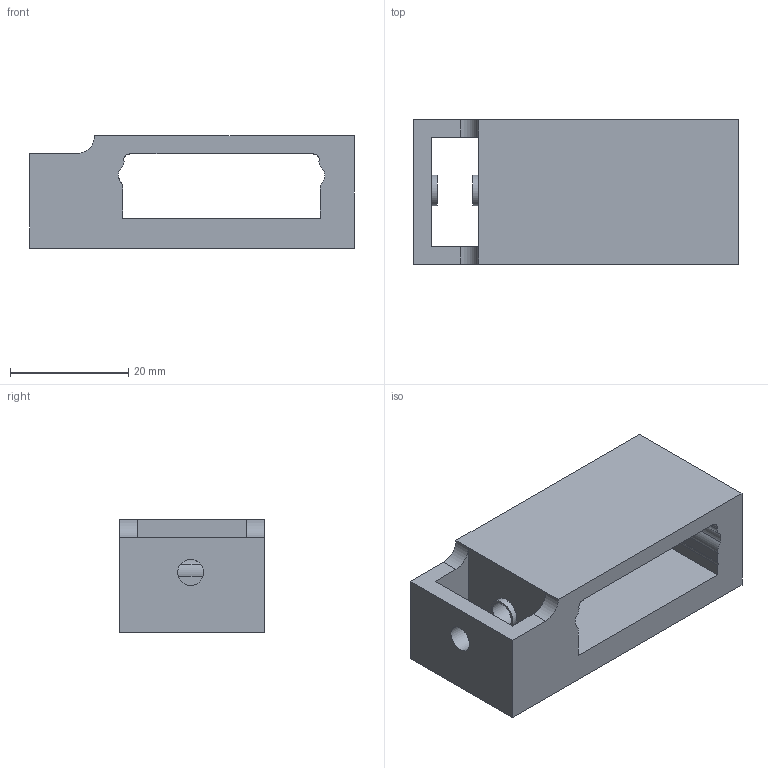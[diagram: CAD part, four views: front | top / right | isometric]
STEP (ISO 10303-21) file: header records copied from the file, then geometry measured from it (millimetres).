
FILE_DESCRIPTION(/* description */ ('STEP AP242'),/* implementation_level */ '2;1');
FILE_NAME(/* name */ '',/* time_stamp */ '2024-10-19T16:08:02+03:00',/* author */ ('Phantom'),/* organization */ ('UNSPECIFIED'),/* preprocessor_version */ 'ST-DEVELOPER v20',/* originating_system */ 'Autodesk Inventor 2025',/* authorisation */ '');
FILE_SCHEMA (('AUTOMOTIVE_DESIGN { 1 0 10303 214 3 1 1 }'));
Length unit declared in the file: millimetre
Products named in the file (1): БЛОКИ С 3 ДЫРКАМИ
Bounding box: 55 x 24.5 x 19 mm (x, y, z)
Volume: 12708.4 mm3; surface area: 7867.3 mm2
Topology: 1 solids, 1 shells, 49 faces, 139 edges, 92 vertices
Faces by surface type: plane 31, cylinder 18
Full cylindrical faces by diameter (mm): 4.433 x2, 5.2 x2, 6.1 x1
Entity records: 1852 total; most frequent: CARTESIAN_POINT 476, ORIENTED_EDGE 278, DIRECTION 269, EDGE_CURVE 139, LINE 101, VECTOR 101, VERTEX_POINT 92, AXIS2_PLACEMENT_3D 84
